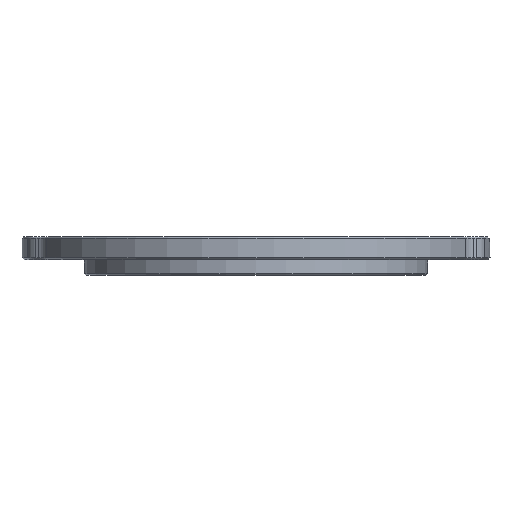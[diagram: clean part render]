
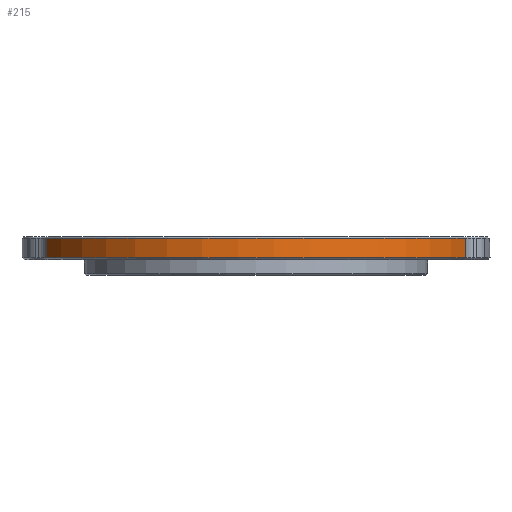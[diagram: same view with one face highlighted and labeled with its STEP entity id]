
A CAD part, front view. The second image highlights one B-rep face of the part: STEP entity #215.
In plain terms, the highlighted cylindrical face has radius 57.15 mm (diameter 114.3 mm), a partial arc.
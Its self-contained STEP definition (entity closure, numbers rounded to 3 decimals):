
#96 = DIRECTION ( 'NONE',  ( 1., 0., 0. ) ) ;
#124 = DIRECTION ( 'NONE',  ( 0., 0., -1. ) ) ;
#134 = ORIENTED_EDGE ( 'NONE', *, *, #2227, .T. ) ;
#215 = ADVANCED_FACE ( 'NONE', ( #2446 ), #1384, .T. ) ;
#353 = CARTESIAN_POINT ( 'NONE',  ( 53.872, -19.077, 5.5 ) ) ;
#498 = CARTESIAN_POINT ( 'NONE',  ( 53.872, -19.077, 6. ) ) ;
#611 = AXIS2_PLACEMENT_3D ( 'NONE', #3186, #124, #96 ) ;
#666 = VERTEX_POINT ( 'NONE', #3766 ) ;
#687 = CARTESIAN_POINT ( 'NONE',  ( -53.872, -19.077, 0.5 ) ) ;
#727 = CARTESIAN_POINT ( 'NONE',  ( 0., 0., 6. ) ) ;
#838 = LINE ( 'NONE', #498, #1560 ) ;
#903 = AXIS2_PLACEMENT_3D ( 'NONE', #2380, #3678, #912 ) ;
#912 = DIRECTION ( 'NONE',  ( 1., 0., 0. ) ) ;
#961 = AXIS2_PLACEMENT_3D ( 'NONE', #727, #983, #3148 ) ;
#983 = DIRECTION ( 'NONE',  ( 0., 0., -1. ) ) ;
#1106 = EDGE_CURVE ( 'NONE', #666, #1618, #3156, .T. ) ;
#1364 = EDGE_CURVE ( 'NONE', #1618, #4092, #2875, .T. ) ;
#1384 = CYLINDRICAL_SURFACE ( 'NONE', #961, 57.15 ) ;
#1540 = DIRECTION ( 'NONE',  ( 0., 0., 1. ) ) ;
#1560 = VECTOR ( 'NONE', #1540, 1000. ) ;
#1584 = ORIENTED_EDGE ( 'NONE', *, *, #1106, .T. ) ;
#1618 = VERTEX_POINT ( 'NONE', #687 ) ;
#1736 = DIRECTION ( 'NONE',  ( 0., 0., -1. ) ) ;
#2227 = EDGE_CURVE ( 'NONE', #4092, #4379, #838, .T. ) ;
#2248 = EDGE_CURVE ( 'NONE', #4379, #666, #4280, .T. ) ;
#2295 = ORIENTED_EDGE ( 'NONE', *, *, #1364, .T. ) ;
#2380 = CARTESIAN_POINT ( 'NONE',  ( 0., 0., 0.5 ) ) ;
#2446 = FACE_OUTER_BOUND ( 'NONE', #4329, .T. ) ;
#2875 = CIRCLE ( 'NONE', #903, 57.15 ) ;
#3148 = DIRECTION ( 'NONE',  ( -1., 0., 0. ) ) ;
#3156 = LINE ( 'NONE', #3438, #4215 ) ;
#3186 = CARTESIAN_POINT ( 'NONE',  ( 0., 0., 5.5 ) ) ;
#3327 = CARTESIAN_POINT ( 'NONE',  ( 53.872, -19.077, 0.5 ) ) ;
#3438 = CARTESIAN_POINT ( 'NONE',  ( -53.872, -19.077, 6. ) ) ;
#3678 = DIRECTION ( 'NONE',  ( 0., 0., 1. ) ) ;
#3734 = ORIENTED_EDGE ( 'NONE', *, *, #2248, .T. ) ;
#3766 = CARTESIAN_POINT ( 'NONE',  ( -53.872, -19.077, 5.5 ) ) ;
#4092 = VERTEX_POINT ( 'NONE', #3327 ) ;
#4215 = VECTOR ( 'NONE', #1736, 1000. ) ;
#4280 = CIRCLE ( 'NONE', #611, 57.15 ) ;
#4329 = EDGE_LOOP ( 'NONE', ( #1584, #2295, #134, #3734 ) ) ;
#4379 = VERTEX_POINT ( 'NONE', #353 ) ;
